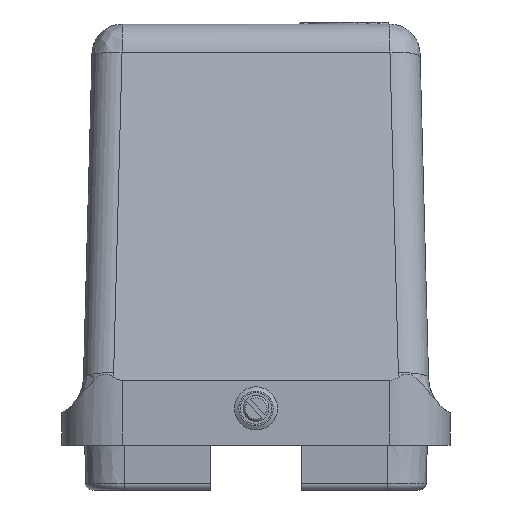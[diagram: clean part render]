
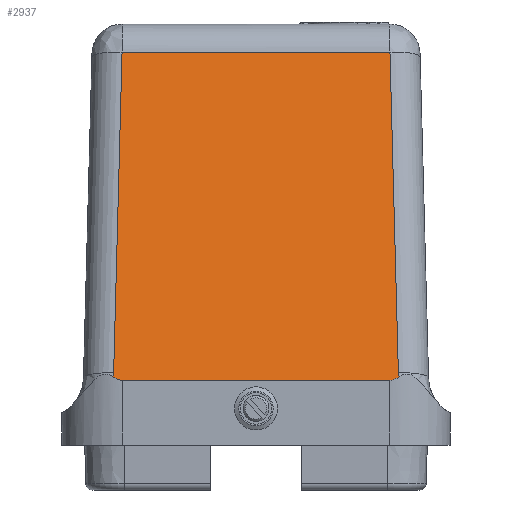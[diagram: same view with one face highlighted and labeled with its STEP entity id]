
A CAD part, left-side view. The second image highlights one B-rep face of the part: STEP entity #2937.
In plain terms, the highlighted planar face has unit normal (-0.982, 0, 0.191).
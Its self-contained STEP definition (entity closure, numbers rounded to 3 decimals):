
#2435=FACE_OUTER_BOUND('',#3663,.T.);
#2739=ELLIPSE('',#9073,73.372,14.);
#2740=ELLIPSE('',#9074,16.809,16.5);
#2741=ELLIPSE('',#9075,16.809,16.5);
#2742=ELLIPSE('',#9076,73.372,14.);
#2937=ADVANCED_FACE('',(#2435),#3302,.F.);
#3302=PLANE('',#9077);
#3663=EDGE_LOOP('',(#4449,#4450,#4451,#4452,#4453,#4454,#4455,#4456));
#4449=ORIENTED_EDGE('',*,*,#6809,.T.);
#4450=ORIENTED_EDGE('',*,*,#6810,.T.);
#4451=ORIENTED_EDGE('',*,*,#6811,.T.);
#4452=ORIENTED_EDGE('',*,*,#6812,.T.);
#4453=ORIENTED_EDGE('',*,*,#6813,.T.);
#4454=ORIENTED_EDGE('',*,*,#6814,.T.);
#4455=ORIENTED_EDGE('',*,*,#6815,.T.);
#4456=ORIENTED_EDGE('',*,*,#6816,.F.);
#6184=VERTEX_POINT('',#11945);
#6185=VERTEX_POINT('',#11946);
#6186=VERTEX_POINT('',#11948);
#6187=VERTEX_POINT('',#11950);
#6188=VERTEX_POINT('',#11952);
#6189=VERTEX_POINT('',#11954);
#6190=VERTEX_POINT('',#11956);
#6191=VERTEX_POINT('',#11958);
#6809=EDGE_CURVE('',#6184,#6185,#2739,.T.);
#6810=EDGE_CURVE('',#6185,#6186,#2740,.T.);
#6811=EDGE_CURVE('',#6186,#6187,#7643,.T.);
#6812=EDGE_CURVE('',#6187,#6188,#7644,.T.);
#6813=EDGE_CURVE('',#6188,#6189,#7645,.T.);
#6814=EDGE_CURVE('',#6189,#6190,#2741,.T.);
#6815=EDGE_CURVE('',#6190,#6191,#2742,.T.);
#6816=EDGE_CURVE('',#6184,#6191,#7646,.T.);
#7643=LINE('',#11949,#8203);
#7644=LINE('',#11951,#8204);
#7645=LINE('',#11953,#8205);
#7646=LINE('',#11959,#8206);
#8203=VECTOR('',#9945,1.);
#8204=VECTOR('',#9946,1.);
#8205=VECTOR('',#9947,1.);
#8206=VECTOR('',#9952,1.);
#9073=AXIS2_PLACEMENT_3D('',#11944,#9941,#9942);
#9074=AXIS2_PLACEMENT_3D('',#11947,#9943,#9944);
#9075=AXIS2_PLACEMENT_3D('',#11955,#9948,#9949);
#9076=AXIS2_PLACEMENT_3D('',#11957,#9950,#9951);
#9077=AXIS2_PLACEMENT_3D('',#11960,#9953,#9954);
#9941=DIRECTION('',(-0.982,0.,0.191));
#9942=DIRECTION('',(-0.191,0.,-0.982));
#9943=DIRECTION('',(0.982,0.,-0.191));
#9944=DIRECTION('',(-0.191,0.,-0.982));
#9945=DIRECTION('',(0.191,0.026,0.981));
#9946=DIRECTION('',(0.,1.,0.));
#9947=DIRECTION('',(-0.191,0.026,-0.981));
#9948=DIRECTION('',(0.982,0.,-0.191));
#9949=DIRECTION('',(-0.191,0.,-0.982));
#9950=DIRECTION('',(-0.982,0.,0.191));
#9951=DIRECTION('',(-0.191,0.,-0.982));
#9952=DIRECTION('',(0.,1.,0.));
#9953=DIRECTION('',(0.982,0.,-0.191));
#9954=DIRECTION('',(-0.191,0.,-0.982));
#11944=CARTESIAN_POINT('',(-52.,-31.,78.124));
#11945=CARTESIAN_POINT('',(-66.,-31.,6.1));
#11946=CARTESIAN_POINT('',(-65.848,-33.058,6.883));
#11947=CARTESIAN_POINT('',(-65.572,-49.497,8.304));
#11948=CARTESIAN_POINT('',(-65.656,-33.002,7.872));
#11949=CARTESIAN_POINT('',(-50.014,-30.895,88.342));
#11950=CARTESIAN_POINT('',(-51.203,-31.055,82.226));
#11951=CARTESIAN_POINT('',(-51.203,-45.1,82.226));
#11952=CARTESIAN_POINT('',(-51.203,31.055,82.226));
#11953=CARTESIAN_POINT('',(-49.572,30.836,90.616));
#11954=CARTESIAN_POINT('',(-65.656,33.002,7.872));
#11955=CARTESIAN_POINT('',(-65.572,49.497,8.304));
#11956=CARTESIAN_POINT('',(-65.848,33.058,6.883));
#11957=CARTESIAN_POINT('',(-52.,31.,78.124));
#11958=CARTESIAN_POINT('',(-66.,31.,6.1));
#11959=CARTESIAN_POINT('',(-66.,-45.1,6.1));
#11960=CARTESIAN_POINT('',(-49.944,-45.1,88.7));
